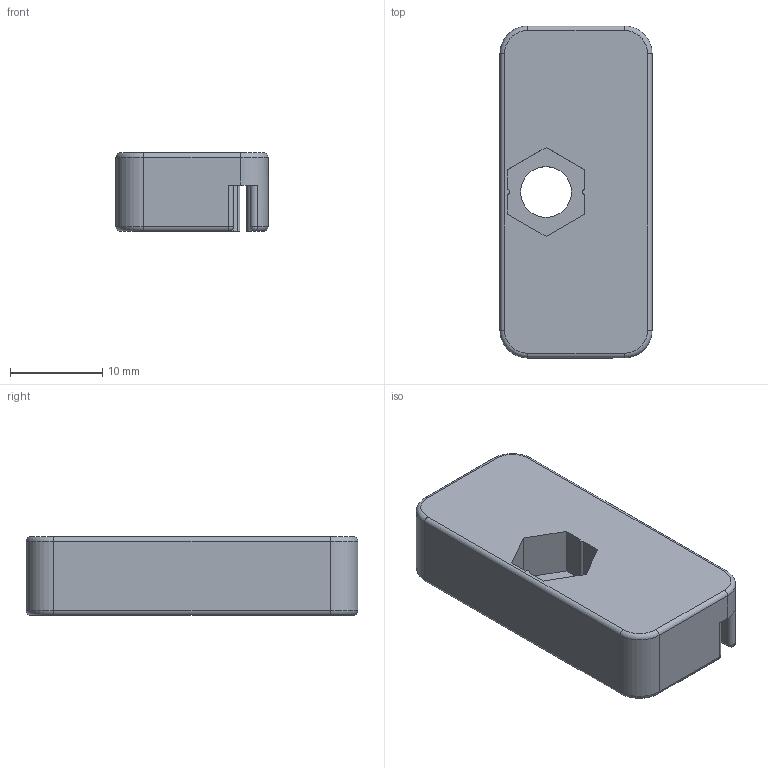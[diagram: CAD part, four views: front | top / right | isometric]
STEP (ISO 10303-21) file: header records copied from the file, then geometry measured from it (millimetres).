
FILE_DESCRIPTION(/* description */ (''),/* implementation_level */ '2;1');
FILE_NAME(/* name */ 'K8800-BC.stp',/* time_stamp */ '2017-11-30T09:56:15+01:00',/* author */ ('jange'),/* organization */ (''),/* preprocessor_version */ 'ST-DEVELOPER v17',/* originating_system */ 'Autodesk Inventor 2018',/* authorisation */ '');
FILE_SCHEMA (('AUTOMOTIVE_DESIGN { 1 0 10303 214 3 1 1 }'));
Length unit declared in the file: millimetre
Products named in the file (1): BELT CATCH
Bounding box: 16.5 x 36 x 8.5 mm (x, y, z)
Volume: 3854.4 mm3; surface area: 2850 mm2
Topology: 1 solids, 1 shells, 179 faces, 474 edges, 300 vertices
Faces by surface type: plane 100, cylinder 67, torus 8, sphere 4
Full cylindrical faces by diameter (mm): 5.5 x1
Entity records: 5601 total; most frequent: CARTESIAN_POINT 1026, DIRECTION 964, ORIENTED_EDGE 948, EDGE_CURVE 474, LINE 328, VECTOR 328, AXIS2_PLACEMENT_3D 318, VERTEX_POINT 300
